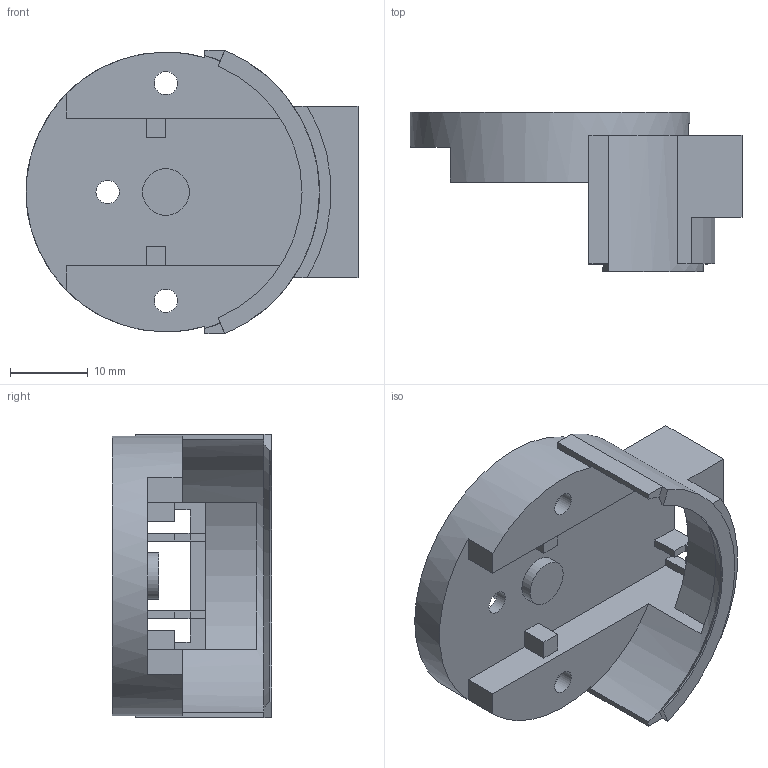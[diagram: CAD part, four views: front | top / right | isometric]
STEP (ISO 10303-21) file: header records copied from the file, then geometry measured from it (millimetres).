
FILE_DESCRIPTION(/* description */ (''),/* implementation_level */ '2;1');
FILE_NAME(/* name */ 'MouseGoggles 1.0mono MouseEyepieceBackV3.step',/* time_stamp */ '2024-01-22T06:29:54-05:00',/* author */ (''),/* organization */ (''),/* preprocessor_version */ 'ST-DEVELOPER v20',/* originating_system */ 'Autodesk Translation Framework v12.14.0.127',/* authorisation */ '');
FILE_SCHEMA (('AUTOMOTIVE_DESIGN { 1 0 10303 214 3 1 1 }'));
Length unit declared in the file: millimetre
Products named in the file (1): MouseGoggles 1.0mono MouseEyepieceBackV3
Bounding box: 42.7 x 20.5 x 36.5 mm (x, y, z)
Volume: 5453.7 mm3; surface area: 6188.1 mm2
Topology: 1 solids, 1 shells, 91 faces, 251 edges, 162 vertices
Faces by surface type: plane 73, cylinder 17, cone 1
Full cylindrical faces by diameter (mm): 3 x6, 5 x2, 6 x1, 10 x1, 33 x1, 36 x1
Entity records: 2945 total; most frequent: CARTESIAN_POINT 505, ORIENTED_EDGE 502, DIRECTION 491, EDGE_CURVE 251, LINE 195, VECTOR 195, VERTEX_POINT 162, AXIS2_PLACEMENT_3D 148
